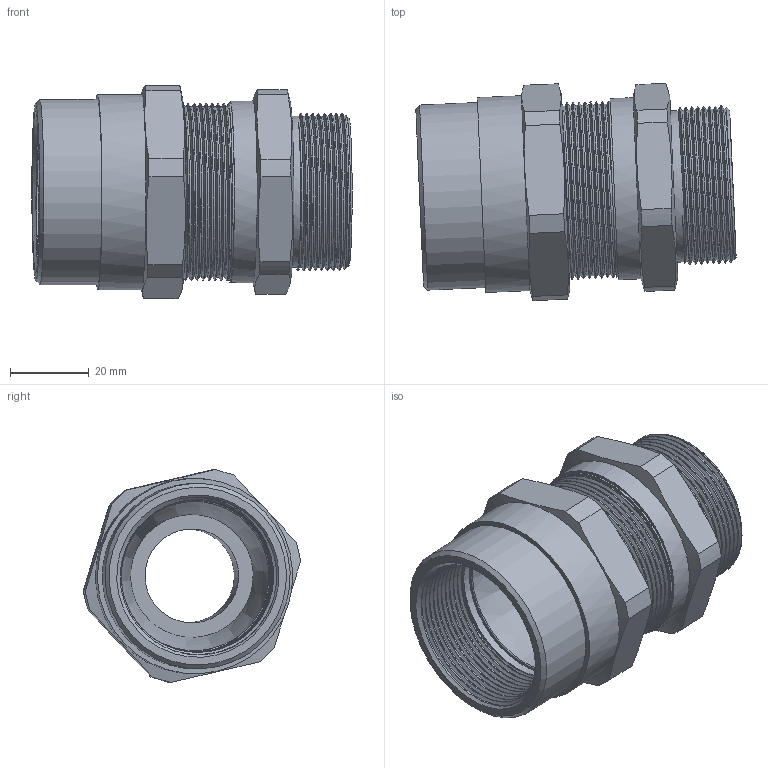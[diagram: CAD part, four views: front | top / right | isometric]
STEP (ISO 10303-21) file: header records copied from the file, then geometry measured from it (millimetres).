
FILE_DESCRIPTION(/* description */ ('RNC Schlauchverschraubung M 40x1,5 / M 40x1,5'),/* implementation_level */ '2;1');
FILE_NAME(/* name */ 'RNC40KNP4040-RST.stp',/* time_stamp */ '2022-06-27T09:07:34+02:00',/* author */ ('sl'),/* organization */ (''),/* preprocessor_version */ 'ST-DEVELOPER v16.5',/* originating_system */ 'Autodesk Inventor 2017',/* authorisation */ '');
FILE_SCHEMA (('AUTOMOTIVE_DESIGN { 1 0 10303 214 3 1 1 }'));
Length unit declared in the file: millimetre
Products named in the file (5): RNC40KNP4040; RNC40KNP4040_1; RNC40KNP4040_2; RNC40KNP4040_3; RNC40KNP4040_4
Assembly tree (4 placements, depth 2):
  RNC40KNP4040
    RNC40KNP4040_1
    RNC40KNP4040_2
    RNC40KNP4040_3
    RNC40KNP4040_4
Bounding box: 81.15 x 55.08 x 54 mm (x, y, z)
Volume: 66938.9 mm3; surface area: 41683.6 mm2
Topology: 4 solids, 4 shells, 114 faces, 287 edges, 188 vertices
Faces by surface type: cylinder 52, plane 37, cone 14, bspline 8, torus 3
Full cylindrical faces by diameter (mm): 23.76 x1, 31.24 x1, 38.378 x8, 38.6 x10, 40.54 x1, 40.74 x1, 40.9 x1, 43.05 x1, 43.32 x1, 44.77 x10, 46 x1, 47 x1, 49.5 x1
Entity records: 9815 total; most frequent: CARTESIAN_POINT 8004, DIRECTION 335, ORIENTED_EDGE 324, EDGE_CURVE 162, AXIS2_PLACEMENT_3D 154, EDGE_LOOP 131, VERTEX_POINT 121, FACE_OUTER_BOUND 86
